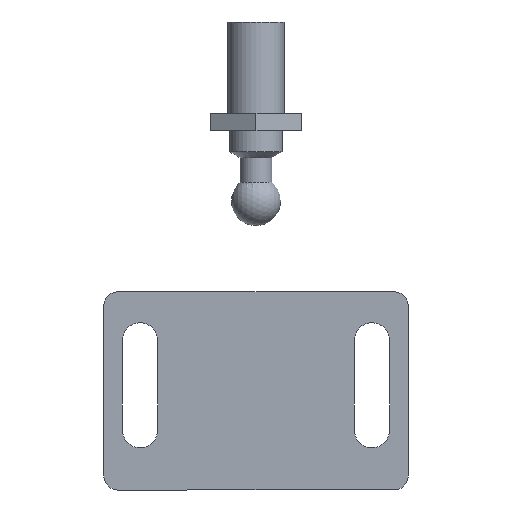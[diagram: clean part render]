
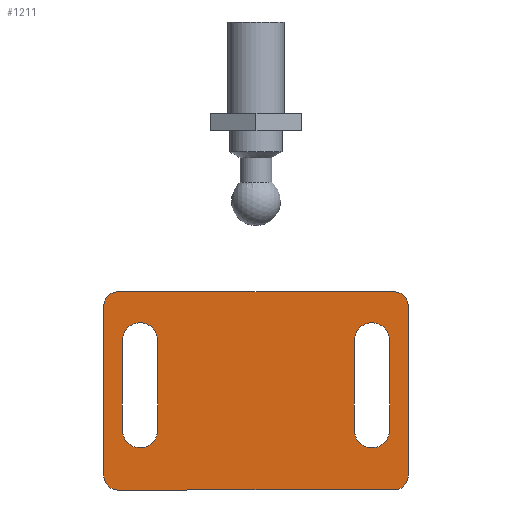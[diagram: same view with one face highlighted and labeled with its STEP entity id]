
A CAD part, front view. The second image highlights one B-rep face of the part: STEP entity #1211.
In plain terms, the highlighted planar face has unit normal (0, -1, 0).
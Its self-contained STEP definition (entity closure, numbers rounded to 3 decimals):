
#25=FACE_BOUND('',#160,.T.);
#26=FACE_BOUND('',#161,.T.);
#44=PLANE('',#1320);
#87=FACE_OUTER_BOUND('',#159,.T.);
#159=EDGE_LOOP('',(#870,#871,#872,#873,#874,#875,#876,#877));
#160=EDGE_LOOP('',(#878,#879,#880,#881));
#161=EDGE_LOOP('',(#882,#883,#884,#885));
#247=LINE('',#1877,#363);
#251=LINE('',#1886,#367);
#255=LINE('',#1896,#371);
#258=LINE('',#1903,#374);
#263=LINE('',#1923,#379);
#264=LINE('',#1926,#380);
#265=LINE('',#1928,#381);
#266=LINE('',#1931,#382);
#363=VECTOR('',#1486,1000.);
#367=VECTOR('',#1492,1000.);
#371=VECTOR('',#1498,1000.);
#374=VECTOR('',#1503,1000.);
#379=VECTOR('',#1528,1000.);
#380=VECTOR('',#1531,1000.);
#381=VECTOR('',#1532,1000.);
#382=VECTOR('',#1535,1000.);
#465=CIRCLE('',#1300,2.5);
#467=CIRCLE('',#1303,2.5);
#474=CIRCLE('',#1321,2.);
#475=CIRCLE('',#1322,2.);
#476=CIRCLE('',#1323,2.);
#477=CIRCLE('',#1324,2.);
#478=CIRCLE('',#1325,2.5);
#479=CIRCLE('',#1326,2.5);
#523=VERTEX_POINT('',#1826);
#524=VERTEX_POINT('',#1828);
#527=VERTEX_POINT('',#1835);
#528=VERTEX_POINT('',#1837);
#539=VERTEX_POINT('',#1866);
#544=VERTEX_POINT('',#1875);
#545=VERTEX_POINT('',#1879);
#548=VERTEX_POINT('',#1884);
#552=VERTEX_POINT('',#1893);
#553=VERTEX_POINT('',#1895);
#555=VERTEX_POINT('',#1901);
#556=VERTEX_POINT('',#1902);
#561=VERTEX_POINT('',#1922);
#562=VERTEX_POINT('',#1924);
#563=VERTEX_POINT('',#1927);
#564=VERTEX_POINT('',#1929);
#641=EDGE_CURVE('',#523,#524,#465,.T.);
#645=EDGE_CURVE('',#527,#528,#467,.T.);
#664=EDGE_CURVE('',#544,#539,#247,.T.);
#668=EDGE_CURVE('',#548,#545,#251,.T.);
#672=EDGE_CURVE('',#552,#553,#255,.T.);
#675=EDGE_CURVE('',#555,#556,#258,.T.);
#684=EDGE_CURVE('',#544,#556,#474,.T.);
#685=EDGE_CURVE('',#555,#553,#475,.T.);
#686=EDGE_CURVE('',#552,#545,#476,.T.);
#687=EDGE_CURVE('',#548,#539,#477,.T.);
#688=EDGE_CURVE('',#561,#523,#263,.T.);
#689=EDGE_CURVE('',#562,#561,#478,.T.);
#690=EDGE_CURVE('',#524,#562,#264,.T.);
#691=EDGE_CURVE('',#563,#527,#265,.T.);
#692=EDGE_CURVE('',#564,#563,#479,.T.);
#693=EDGE_CURVE('',#528,#564,#266,.T.);
#870=ORIENTED_EDGE('',*,*,#664,.F.);
#871=ORIENTED_EDGE('',*,*,#684,.T.);
#872=ORIENTED_EDGE('',*,*,#675,.F.);
#873=ORIENTED_EDGE('',*,*,#685,.T.);
#874=ORIENTED_EDGE('',*,*,#672,.F.);
#875=ORIENTED_EDGE('',*,*,#686,.T.);
#876=ORIENTED_EDGE('',*,*,#668,.F.);
#877=ORIENTED_EDGE('',*,*,#687,.T.);
#878=ORIENTED_EDGE('',*,*,#688,.F.);
#879=ORIENTED_EDGE('',*,*,#689,.F.);
#880=ORIENTED_EDGE('',*,*,#690,.F.);
#881=ORIENTED_EDGE('',*,*,#641,.F.);
#882=ORIENTED_EDGE('',*,*,#691,.F.);
#883=ORIENTED_EDGE('',*,*,#692,.F.);
#884=ORIENTED_EDGE('',*,*,#693,.F.);
#885=ORIENTED_EDGE('',*,*,#645,.F.);
#1211=ADVANCED_FACE('',(#87,#25,#26),#44,.F.);
#1300=AXIS2_PLACEMENT_3D('',#1829,#1446,#1447);
#1303=AXIS2_PLACEMENT_3D('',#1838,#1454,#1455);
#1320=AXIS2_PLACEMENT_3D('',#1917,#1518,#1519);
#1321=AXIS2_PLACEMENT_3D('',#1918,#1520,#1521);
#1322=AXIS2_PLACEMENT_3D('',#1919,#1522,#1523);
#1323=AXIS2_PLACEMENT_3D('',#1920,#1524,#1525);
#1324=AXIS2_PLACEMENT_3D('',#1921,#1526,#1527);
#1325=AXIS2_PLACEMENT_3D('',#1925,#1529,#1530);
#1326=AXIS2_PLACEMENT_3D('',#1930,#1533,#1534);
#1446=DIRECTION('center_axis',(0.,-1.,0.));
#1447=DIRECTION('ref_axis',(0.,0.,
1.));
#1454=DIRECTION('center_axis',(0.,-1.,0.));
#1455=DIRECTION('ref_axis',(0.,0.,-1.));
#1486=DIRECTION('',(0.,0.,-1.));
#1492=DIRECTION('',(-1.,0.,0.));
#1498=DIRECTION('',(0.,0.,1.));
#1503=DIRECTION('',(1.,0.,0.));
#1518=DIRECTION('center_axis',(0.,1.,0.));
#1519=DIRECTION('ref_axis',(0.,0.,
1.));
#1520=DIRECTION('center_axis',(0.,-1.,0.));
#1521=DIRECTION('ref_axis',(0.,0.,
1.));
#1522=DIRECTION('center_axis',(0.,-1.,0.));
#1523=DIRECTION('ref_axis',(0.,0.,
1.));
#1524=DIRECTION('center_axis',(0.,-1.,0.));
#1525=DIRECTION('ref_axis',(0.,0.,
1.));
#1526=DIRECTION('center_axis',(0.,-1.,0.));
#1527=DIRECTION('ref_axis',(0.,0.,
1.));
#1528=DIRECTION('',(0.,0.,-1.));
#1529=DIRECTION('center_axis',(0.,-1.,0.));
#1530=DIRECTION('ref_axis',(0.,0.,
1.));
#1531=DIRECTION('',(0.,0.,1.));
#1532=DIRECTION('',(0.,0.,-1.));
#1533=DIRECTION('center_axis',(0.,-1.,0.));
#1534=DIRECTION('ref_axis',(0.,0.,-1.));
#1535=DIRECTION('',(0.,0.,1.));
#1826=CARTESIAN_POINT('',(17.271,-17.28,-0.495));
#1828=CARTESIAN_POINT('',(22.271,-17.28,-0.495));
#1829=CARTESIAN_POINT('Origin',(19.771,-17.28,-0.495));
#1835=CARTESIAN_POINT('',(-15.729,-17.28,-0.495));
#1837=CARTESIAN_POINT('',(-10.729,-17.28,-0.495));
#1838=CARTESIAN_POINT('Origin',(-13.229,-17.28,-0.495));
#1866=CARTESIAN_POINT('',(24.921,-17.28,-6.995));
#1875=CARTESIAN_POINT('',(24.921,-17.28,17.205));
#1877=CARTESIAN_POINT('',(24.921,-17.28,-8.995));
#1879=CARTESIAN_POINT('',(-16.379,-17.28,-8.995));
#1884=CARTESIAN_POINT('',(22.921,-17.28,-8.995));
#1886=CARTESIAN_POINT('',(-18.379,-17.28,-8.995));
#1893=CARTESIAN_POINT('',(-18.379,-17.28,-6.995));
#1895=CARTESIAN_POINT('',(-18.379,-17.28,17.205));
#1896=CARTESIAN_POINT('',(-18.379,-17.28,-8.995));
#1901=CARTESIAN_POINT('',(-16.379,-17.28,19.205));
#1902=CARTESIAN_POINT('',(22.921,-17.28,19.205));
#1903=CARTESIAN_POINT('',(-18.379,-17.28,19.205));
#1917=CARTESIAN_POINT('Origin',(3.271,-17.28,5.105));
#1918=CARTESIAN_POINT('Origin',(22.921,-17.28,17.205));
#1919=CARTESIAN_POINT('Origin',(-16.379,-17.28,17.205));
#1920=CARTESIAN_POINT('Origin',(-16.379,-17.28,-6.995));
#1921=CARTESIAN_POINT('Origin',(22.921,-17.28,-6.995));
#1922=CARTESIAN_POINT('',(17.271,-17.28,12.305));
#1923=CARTESIAN_POINT('',(17.271,-17.28,12.305));
#1924=CARTESIAN_POINT('',(22.271,-17.28,12.305));
#1925=CARTESIAN_POINT('Origin',(19.771,-17.28,12.305));
#1926=CARTESIAN_POINT('',(22.271,-17.28,12.305));
#1927=CARTESIAN_POINT('',(-15.729,-17.28,12.305));
#1928=CARTESIAN_POINT('',(-15.729,-17.28,12.305));
#1929=CARTESIAN_POINT('',(-10.729,-17.28,12.305));
#1930=CARTESIAN_POINT('Origin',(-13.229,-17.28,12.305));
#1931=CARTESIAN_POINT('',(-10.729,-17.28,12.305));
